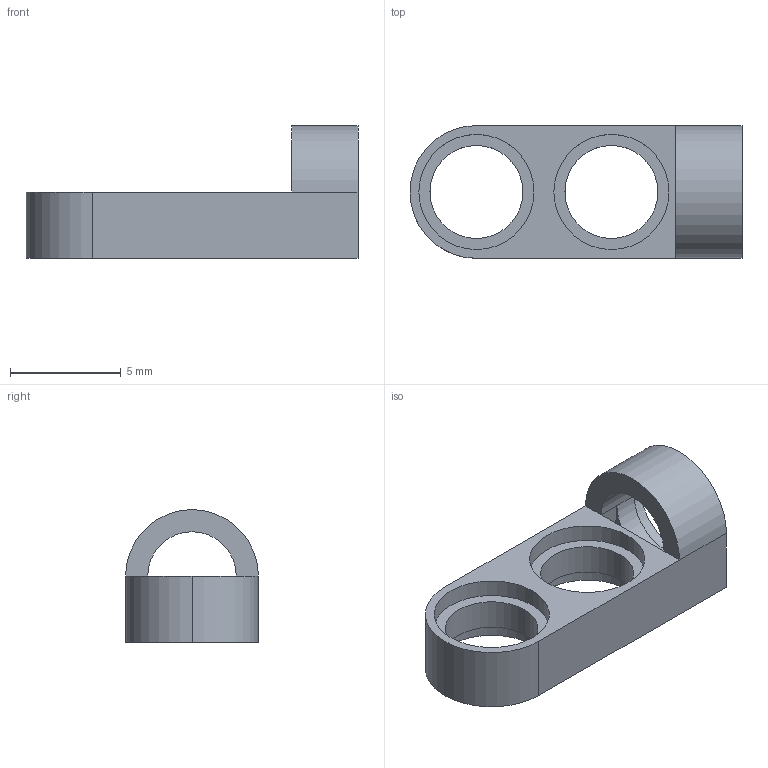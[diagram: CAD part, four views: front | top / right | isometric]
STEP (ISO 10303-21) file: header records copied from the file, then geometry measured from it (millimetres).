
FILE_DESCRIPTION (( 'STEP AP214' ), '1' );
FILE_NAME ('SINGLE BRACKET.STEP', '2012-11-12T11:27:49', ( 'D.M.S.' ), ( '' ), 'SwSTEP 2.0', 'SolidWorks 2009', '' );
FILE_SCHEMA (( 'AUTOMOTIVE_DESIGN' ));
Length unit declared in the file: millimetre
Products named in the file (1): SINGLE BRACKET
Bounding box: 15 x 6 x 6 mm (x, y, z)
Volume: 142.3 mm3; surface area: 399.4 mm2
Topology: 1 solids, 1 shells, 34 faces, 79 edges, 50 vertices
Faces by surface type: cylinder 19, plane 15
Entity records: 1016 total; most frequent: DIRECTION 187, CARTESIAN_POINT 164, ORIENTED_EDGE 158, EDGE_CURVE 79, AXIS2_PLACEMENT_3D 73, VERTEX_POINT 50, EDGE_LOOP 45, LINE 41
